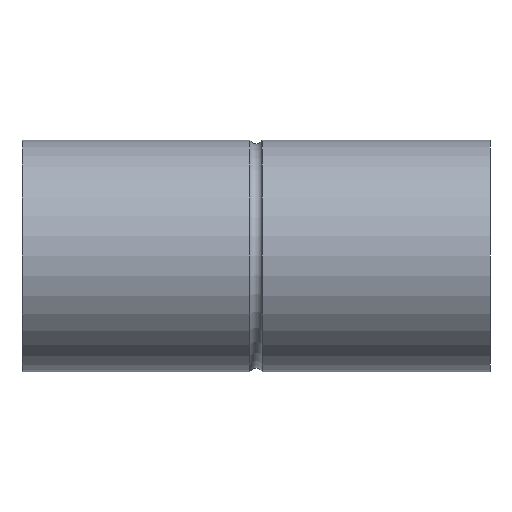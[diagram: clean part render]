
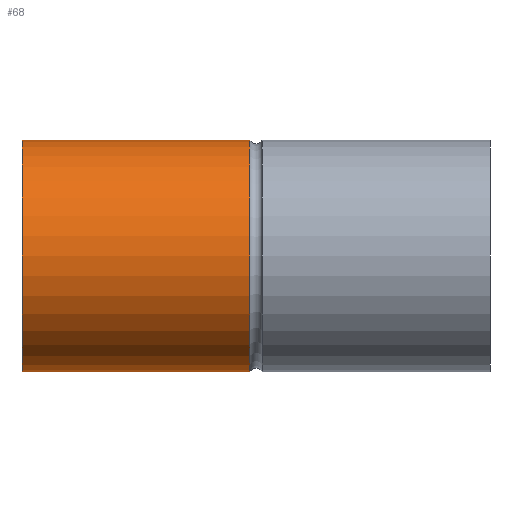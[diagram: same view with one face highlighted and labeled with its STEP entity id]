
A CAD part, front view. The second image highlights one B-rep face of the part: STEP entity #68.
In plain terms, the highlighted cylindrical face has radius 17.35 mm (diameter 34.7 mm), a full revolution.
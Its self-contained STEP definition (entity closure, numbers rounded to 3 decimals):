
#11 = DIRECTION ( 'NONE',  ( -1., 0., 0. ) ) ;
#33 = CARTESIAN_POINT ( 'NONE',  ( -35., 0., 17.35 ) ) ;
#38 = CYLINDRICAL_SURFACE ( 'NONE', #54, 17.35 ) ;
#54 = AXIS2_PLACEMENT_3D ( 'NONE', #100, #11, #121 ) ;
#55 = FACE_OUTER_BOUND ( 'NONE', #110, .T. ) ;
#68 = ADVANCED_FACE ( 'NONE', ( #55, #167 ), #38, .T. ) ;
#83 = DIRECTION ( 'NONE',  ( -1., 0., 0. ) ) ;
#84 = ORIENTED_EDGE ( 'NONE', *, *, #304, .T. ) ;
#100 = CARTESIAN_POINT ( 'NONE',  ( -17.478, 0., 0. ) ) ;
#105 = DIRECTION ( 'NONE',  ( -1., 0., 0. ) ) ;
#106 = ORIENTED_EDGE ( 'NONE', *, *, #232, .F. ) ;
#110 = EDGE_LOOP ( 'NONE', ( #106 ) ) ;
#111 = DIRECTION ( 'NONE',  ( 0., 0., 1. ) ) ;
#112 = CARTESIAN_POINT ( 'NONE',  ( -0.917, 0., 0. ) ) ;
#121 = DIRECTION ( 'NONE',  ( 0., 0., 1. ) ) ;
#167 = FACE_OUTER_BOUND ( 'NONE', #214, .T. ) ;
#176 = CIRCLE ( 'NONE', #218, 17.35 ) ;
#214 = EDGE_LOOP ( 'NONE', ( #84 ) ) ;
#215 = VERTEX_POINT ( 'NONE', #33 ) ;
#218 = AXIS2_PLACEMENT_3D ( 'NONE', #236, #105, #233 ) ;
#232 = EDGE_CURVE ( 'NONE', #215, #215, #176, .T. ) ;
#233 = DIRECTION ( 'NONE',  ( 0., 0., 1. ) ) ;
#236 = CARTESIAN_POINT ( 'NONE',  ( -35., 0., 0. ) ) ;
#241 = CIRCLE ( 'NONE', #287, 17.35 ) ;
#244 = CARTESIAN_POINT ( 'NONE',  ( -0.917, 0., 17.35 ) ) ;
#287 = AXIS2_PLACEMENT_3D ( 'NONE', #112, #83, #111 ) ;
#303 = VERTEX_POINT ( 'NONE', #244 ) ;
#304 = EDGE_CURVE ( 'NONE', #303, #303, #241, .T. ) ;
